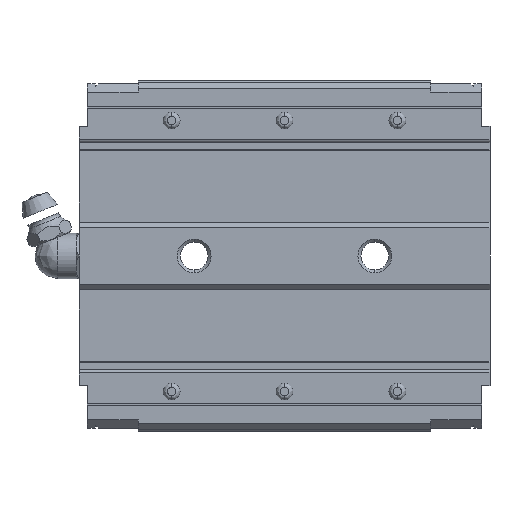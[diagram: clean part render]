
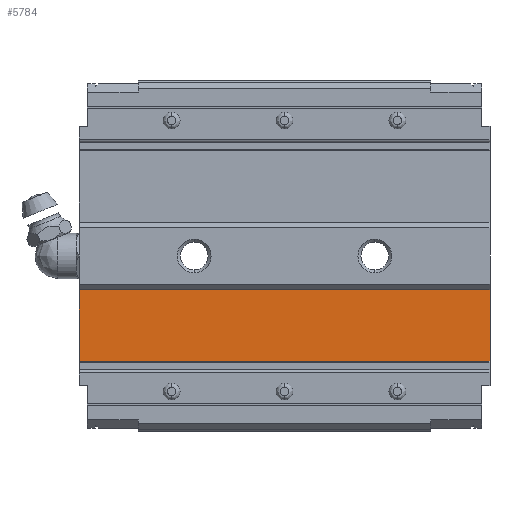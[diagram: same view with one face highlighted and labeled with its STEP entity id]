
A CAD part, front view. The second image highlights one B-rep face of the part: STEP entity #5784.
In plain terms, the highlighted planar face has unit normal (0, -1, 0).
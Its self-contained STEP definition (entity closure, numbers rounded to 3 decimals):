
#60 = VERTEX_POINT ( 'NONE', #3933 ) ;
#74 = DIRECTION ( 'NONE',  ( 0., -1., 0. ) ) ;
#172 = ORIENTED_EDGE ( 'NONE', *, *, #4333, .T. ) ;
#287 = CARTESIAN_POINT ( 'NONE',  ( -36.4, 12., -18.66 ) ) ;
#320 = EDGE_LOOP ( 'NONE', ( #3413, #1226, #172, #2803 ) ) ;
#687 = PLANE ( 'NONE',  #3138 ) ;
#703 = CARTESIAN_POINT ( 'NONE',  ( -36.4, 12., -6. ) ) ;
#722 = CARTESIAN_POINT ( 'NONE',  ( 36.4, 12., -18.66 ) ) ;
#946 = EDGE_CURVE ( 'NONE', #60, #1187, #4746, .T. ) ;
#1187 = VERTEX_POINT ( 'NONE', #5300 ) ;
#1226 = ORIENTED_EDGE ( 'NONE', *, *, #3417, .T. ) ;
#1550 = EDGE_CURVE ( 'NONE', #6795, #1187, #3434, .T. ) ;
#1884 = VERTEX_POINT ( 'NONE', #703 ) ;
#1967 = DIRECTION ( 'NONE',  ( -1., 0., 0. ) ) ;
#2309 = DIRECTION ( 'NONE',  ( 1., 0., 0. ) ) ;
#2803 = ORIENTED_EDGE ( 'NONE', *, *, #1550, .T. ) ;
#2939 = DIRECTION ( 'NONE',  ( 0., 0., -1. ) ) ;
#3054 = VECTOR ( 'NONE', #5887, 1000. ) ;
#3138 = AXIS2_PLACEMENT_3D ( 'NONE', #3517, #74, #2939 ) ;
#3263 = DIRECTION ( 'NONE',  ( 0., 0., -1. ) ) ;
#3387 = VECTOR ( 'NONE', #3263, 1000. ) ;
#3413 = ORIENTED_EDGE ( 'NONE', *, *, #946, .F. ) ;
#3417 = EDGE_CURVE ( 'NONE', #60, #1884, #7048, .T. ) ;
#3434 = LINE ( 'NONE', #722, #5970 ) ;
#3517 = CARTESIAN_POINT ( 'NONE',  ( 36.4, 12., -18.66 ) ) ;
#3523 = CARTESIAN_POINT ( 'NONE',  ( 36.4, 12., 0. ) ) ;
#3933 = CARTESIAN_POINT ( 'NONE',  ( 36.4, 12., -6. ) ) ;
#3939 = CARTESIAN_POINT ( 'NONE',  ( -36.4, 12., 0. ) ) ;
#4333 = EDGE_CURVE ( 'NONE', #1884, #6795, #6538, .T. ) ;
#4746 = LINE ( 'NONE', #3523, #3054 ) ;
#5039 = VECTOR ( 'NONE', #1967, 1000. ) ;
#5300 = CARTESIAN_POINT ( 'NONE',  ( 36.4, 12., -18.66 ) ) ;
#5784 = ADVANCED_FACE ( 'NONE', ( #6997 ), #687, .T. ) ;
#5887 = DIRECTION ( 'NONE',  ( 0., 0., -1. ) ) ;
#5970 = VECTOR ( 'NONE', #2309, 1000. ) ;
#6538 = LINE ( 'NONE', #3939, #3387 ) ;
#6795 = VERTEX_POINT ( 'NONE', #287 ) ;
#6997 = FACE_OUTER_BOUND ( 'NONE', #320, .T. ) ;
#7048 = LINE ( 'NONE', #7087, #5039 ) ;
#7087 = CARTESIAN_POINT ( 'NONE',  ( 36.4, 12., -6. ) ) ;
